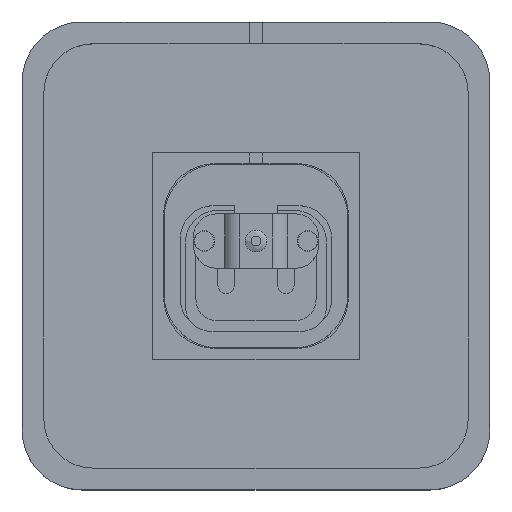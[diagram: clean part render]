
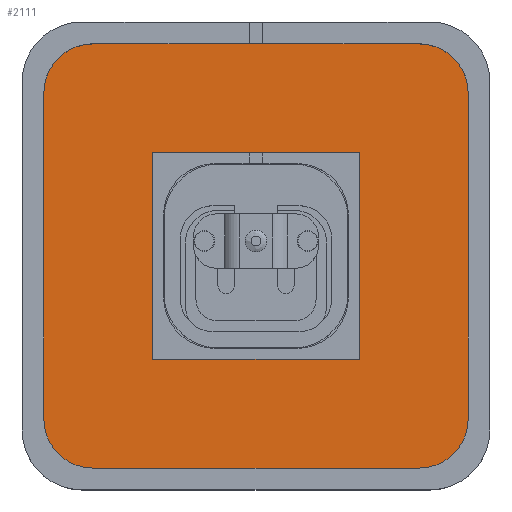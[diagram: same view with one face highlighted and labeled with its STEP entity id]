
A CAD part, top view. The second image highlights one B-rep face of the part: STEP entity #2111.
In plain terms, the highlighted planar face has unit normal (0, 0, 1).
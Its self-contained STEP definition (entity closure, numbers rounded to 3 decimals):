
#32=FACE_BOUND('',#759,.T.);
#173=LINE('',#3505,#385);
#174=LINE('',#3509,#386);
#175=LINE('',#3513,#387);
#176=LINE('',#3516,#388);
#177=LINE('',#3519,#389);
#178=LINE('',#3521,#390);
#179=LINE('',#3523,#391);
#180=LINE('',#3524,#392);
#385=VECTOR('',#2840,10.);
#386=VECTOR('',#2843,10.);
#387=VECTOR('',#2846,10.);
#388=VECTOR('',#2849,10.);
#389=VECTOR('',#2850,10.);
#390=VECTOR('',#2851,10.);
#391=VECTOR('',#2852,10.);
#392=VECTOR('',#2853,10.);
#540=PLANE('',#2330);
#641=FACE_OUTER_BOUND('',#758,.T.);
#758=EDGE_LOOP('',(#1826,#1827,#1828,#1829,#1830,#1831,#1832,#1833));
#759=EDGE_LOOP('',(#1834,#1835,#1836,#1837));
#879=CIRCLE('',#2329,9.);
#880=CIRCLE('',#2331,9.);
#881=CIRCLE('',#2332,9.);
#882=CIRCLE('',#2333,9.);
#1047=VERTEX_POINT('',#3498);
#1048=VERTEX_POINT('',#3499);
#1049=VERTEX_POINT('',#3504);
#1050=VERTEX_POINT('',#3506);
#1051=VERTEX_POINT('',#3508);
#1052=VERTEX_POINT('',#3510);
#1053=VERTEX_POINT('',#3512);
#1054=VERTEX_POINT('',#3514);
#1055=VERTEX_POINT('',#3517);
#1056=VERTEX_POINT('',#3518);
#1057=VERTEX_POINT('',#3520);
#1058=VERTEX_POINT('',#3522);
#1321=EDGE_CURVE('',#1047,#1048,#879,.T.);
#1324=EDGE_CURVE('',#1048,#1049,#173,.T.);
#1325=EDGE_CURVE('',#1049,#1050,#880,.T.);
#1326=EDGE_CURVE('',#1050,#1051,#174,.T.);
#1327=EDGE_CURVE('',#1051,#1052,#881,.T.);
#1328=EDGE_CURVE('',#1052,#1053,#175,.T.);
#1329=EDGE_CURVE('',#1053,#1054,#882,.T.);
#1330=EDGE_CURVE('',#1054,#1047,#176,.T.);
#1331=EDGE_CURVE('',#1055,#1056,#177,.T.);
#1332=EDGE_CURVE('',#1056,#1057,#178,.T.);
#1333=EDGE_CURVE('',#1057,#1058,#179,.T.);
#1334=EDGE_CURVE('',#1058,#1055,#180,.T.);
#1826=ORIENTED_EDGE('',*,*,#1321,.T.);
#1827=ORIENTED_EDGE('',*,*,#1324,.T.);
#1828=ORIENTED_EDGE('',*,*,#1325,.T.);
#1829=ORIENTED_EDGE('',*,*,#1326,.T.);
#1830=ORIENTED_EDGE('',*,*,#1327,.T.);
#1831=ORIENTED_EDGE('',*,*,#1328,.T.);
#1832=ORIENTED_EDGE('',*,*,#1329,.T.);
#1833=ORIENTED_EDGE('',*,*,#1330,.T.);
#1834=ORIENTED_EDGE('',*,*,#1331,.T.);
#1835=ORIENTED_EDGE('',*,*,#1332,.T.);
#1836=ORIENTED_EDGE('',*,*,#1333,.T.);
#1837=ORIENTED_EDGE('',*,*,#1334,.T.);
#2111=ADVANCED_FACE('',(#641,#32),#540,.T.);
#2329=AXIS2_PLACEMENT_3D('',#3500,#2834,#2835);
#2330=AXIS2_PLACEMENT_3D('',#3503,#2838,#2839);
#2331=AXIS2_PLACEMENT_3D('',#3507,#2841,#2842);
#2332=AXIS2_PLACEMENT_3D('',#3511,#2844,#2845);
#2333=AXIS2_PLACEMENT_3D('',#3515,#2847,#2848);
#2834=DIRECTION('center_axis',(0.,0.,1.));
#2835=DIRECTION('ref_axis',(-0.707,-0.707,0.));
#2838=DIRECTION('center_axis',(0.,0.,1.));
#2839=DIRECTION('ref_axis',(1.,0.,0.));
#2840=DIRECTION('',(1.,0.,0.));
#2841=DIRECTION('center_axis',(0.,0.,1.));
#2842=DIRECTION('ref_axis',(0.707,-0.707,0.));
#2843=DIRECTION('',(0.,1.,0.));
#2844=DIRECTION('center_axis',(0.,0.,1.));
#2845=DIRECTION('ref_axis',(0.707,0.707,0.));
#2846=DIRECTION('',(-1.,0.,0.));
#2847=DIRECTION('center_axis',(0.,0.,1.));
#2848=DIRECTION('ref_axis',(-0.707,0.707,0.));
#2849=DIRECTION('',(0.,-1.,0.));
#2850=DIRECTION('',(-1.,0.,0.));
#2851=DIRECTION('',(0.,1.,0.));
#2852=DIRECTION('',(1.,0.,0.));
#2853=DIRECTION('',(0.,-1.,0.));
#3498=CARTESIAN_POINT('',(7.,15.,4.));
#3499=CARTESIAN_POINT('',(16.,6.,4.));
#3500=CARTESIAN_POINT('Origin',(16.,15.,4.));
#3503=CARTESIAN_POINT('Origin',(46.,45.,4.));
#3504=CARTESIAN_POINT('',(76.,6.,4.));
#3505=CARTESIAN_POINT('',(65.5,6.,4.));
#3506=CARTESIAN_POINT('',(85.,15.,4.));
#3507=CARTESIAN_POINT('Origin',(76.,15.,4.));
#3508=CARTESIAN_POINT('',(85.,75.,4.));
#3509=CARTESIAN_POINT('',(85.,64.5,4.));
#3510=CARTESIAN_POINT('',(76.,84.,4.));
#3511=CARTESIAN_POINT('Origin',(76.,75.,4.));
#3512=CARTESIAN_POINT('',(16.,84.,4.));
#3513=CARTESIAN_POINT('',(26.5,84.,4.));
#3514=CARTESIAN_POINT('',(7.,75.,4.));
#3515=CARTESIAN_POINT('Origin',(16.,75.,4.));
#3516=CARTESIAN_POINT('',(7.,25.5,4.));
#3517=CARTESIAN_POINT('',(65.,26.,4.));
#3518=CARTESIAN_POINT('',(27.,26.,4.));
#3519=CARTESIAN_POINT('',(36.5,26.,4.));
#3520=CARTESIAN_POINT('',(27.,64.,4.));
#3521=CARTESIAN_POINT('',(27.,54.5,4.));
#3522=CARTESIAN_POINT('',(65.,64.,4.));
#3523=CARTESIAN_POINT('',(55.5,64.,4.));
#3524=CARTESIAN_POINT('',(65.,35.5,4.));
